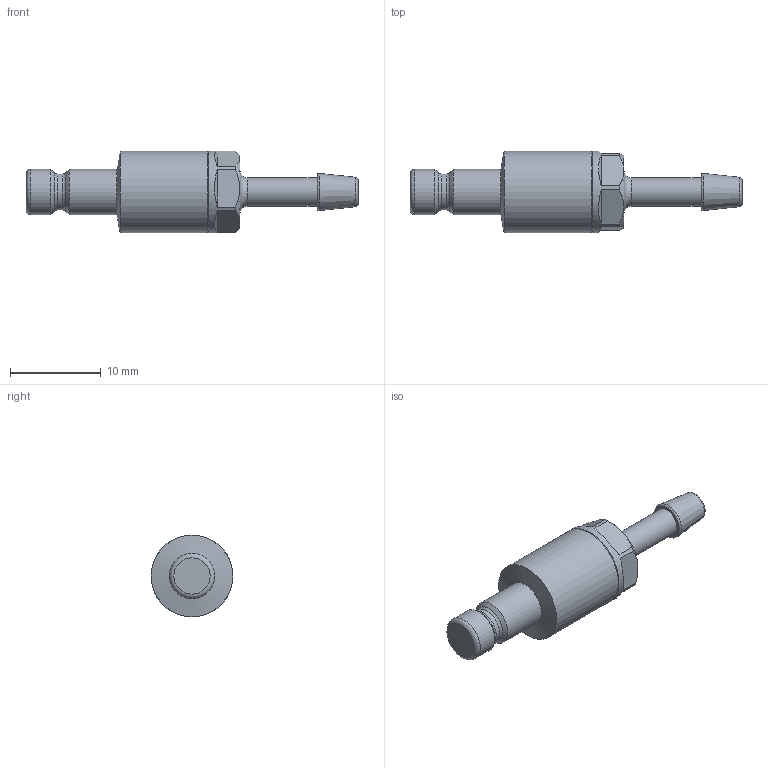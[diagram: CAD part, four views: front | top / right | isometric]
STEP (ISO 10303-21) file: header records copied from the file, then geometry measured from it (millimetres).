
FILE_DESCRIPTION((''),'2;1');
FILE_NAME('20sbtf03mpx.stp','2014-06-18T15:14:30',('IA176480'),(''),'Autodesk Inventor 2013','Autodesk Inventor 2013','');
FILE_SCHEMA(('AUTOMOTIVE_DESIGN { 1 0 10303 214 1 1 1 1 }'));
Length unit declared in the file: millimetre
Products named in the file (1): D110783
Bounding box: 36.55 x 9 x 9 mm (x, y, z)
Volume: 1101.2 mm3; surface area: 947.5 mm2
Topology: 1 solids, 3 shells, 52 faces, 110 edges, 65 vertices
Faces by surface type: plane 19, cone 15, cylinder 11, torus 7
Full cylindrical faces by diameter (mm): 3.1 x1, 3.95 x1, 5 x2, 6.8 x1, 7.3 x1, 8 x2, 8.1 x1, 9 x2
Entity records: 1299 total; most frequent: DIRECTION 224, CARTESIAN_POINT 219, ORIENTED_EDGE 160, AXIS2_PLACEMENT_3D 103, EDGE_LOOP 84, EDGE_CURVE 80, VERTEX_POINT 62, STYLED_ITEM 53
